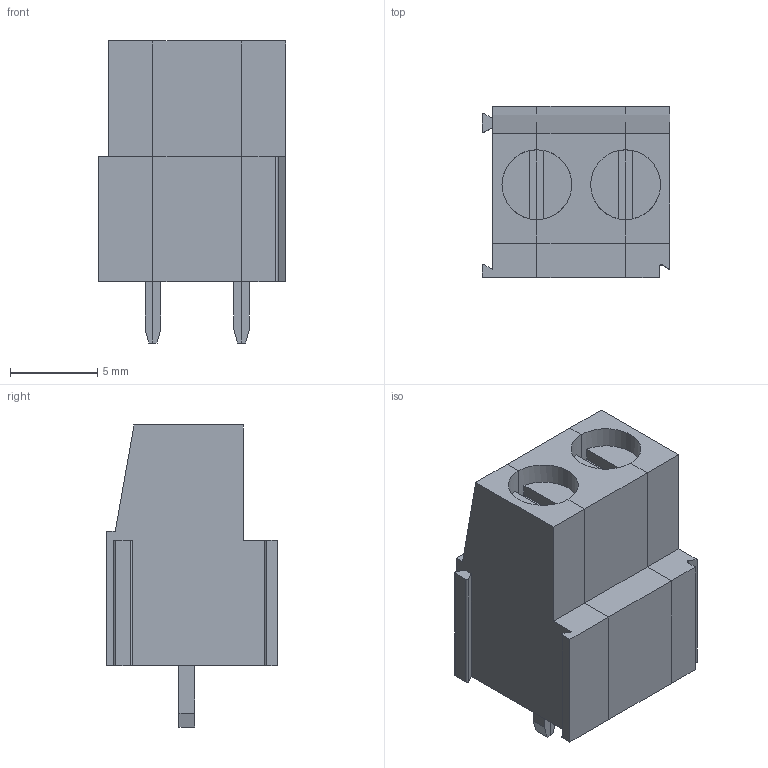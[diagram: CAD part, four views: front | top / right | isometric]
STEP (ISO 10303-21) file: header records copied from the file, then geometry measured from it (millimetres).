
FILE_DESCRIPTION( ( 'Unknown' ), '1' );
FILE_NAME( '691216510002S.stp', 'Unknown', ( 'Unknown' ), ( 'Unknown' ), 'PSStep 17.0.49', 'Unknown', ' ' );
FILE_SCHEMA( ( 'AUTOMOTIVE_DESIGN { 1 0 10303 214 1 1 1 1 }' ) );
Length unit declared in the file: millimetre
Products named in the file (4): Assem1; CLL5.08_DX; CLL5.08_CNT; CLL5.08_SX
Assembly tree (3 placements, depth 2):
  Assem1
    CLL5.08_DX
    CLL5.08_CNT
    CLL5.08_SX
Bounding box: 10.76 x 9.8 x 17.3 mm (x, y, z)
Volume: 1023.5 mm3; surface area: 1327.9 mm2
Topology: 3 solids, 3 shells, 144 faces, 406 edges, 268 vertices
Faces by surface type: plane 134, cylinder 10
Entity records: 5796 total; most frequent: CARTESIAN_POINT 822, ORIENTED_EDGE 812, DIRECTION 730, EDGE_CURVE 406, LINE 378, VECTOR 378, VERTEX_POINT 268, AXIS2_PLACEMENT_3D 176
